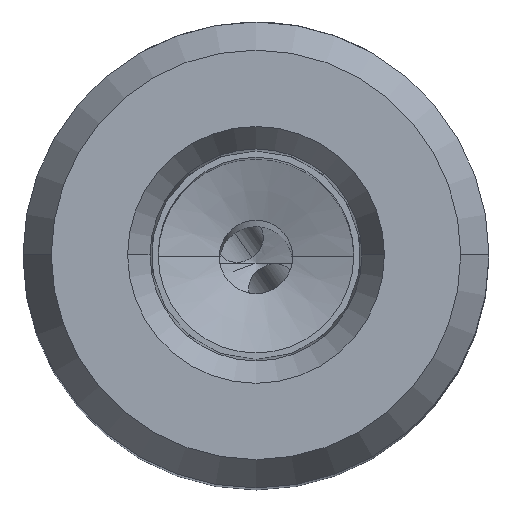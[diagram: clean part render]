
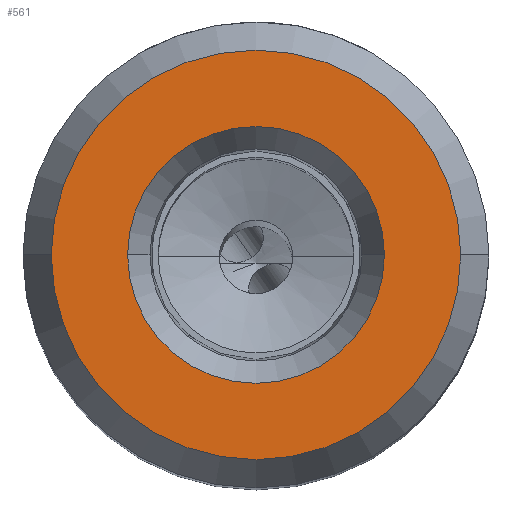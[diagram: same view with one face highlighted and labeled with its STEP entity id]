
A CAD part, top view. The second image highlights one B-rep face of the part: STEP entity #561.
In plain terms, the highlighted planar face has unit normal (0, 0, 1).
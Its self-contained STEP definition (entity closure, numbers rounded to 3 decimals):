
#129=FACE_BOUND('',#1067,.T.);
#130=FACE_BOUND('',#1068,.T.);
#156=PLANE('',#4744);
#561=ADVANCED_FACE('',(#129,#130),#156,.T.);
#1067=EDGE_LOOP('',(#1802,#1803));
#1068=EDGE_LOOP('',(#1804,#1805));
#1802=ORIENTED_EDGE('',*,*,#3754,.T.);
#1803=ORIENTED_EDGE('',*,*,#3752,.T.);
#1804=ORIENTED_EDGE('',*,*,#3746,.T.);
#1805=ORIENTED_EDGE('',*,*,#3748,.T.);
#3239=VERTEX_POINT('',#6060);
#3240=VERTEX_POINT('',#6062);
#3244=VERTEX_POINT('',#6073);
#3245=VERTEX_POINT('',#6075);
#3746=EDGE_CURVE('',#3240,#3239,#4464,.T.);
#3748=EDGE_CURVE('',#3239,#3240,#4465,.T.);
#3752=EDGE_CURVE('',#3245,#3244,#4468,.T.);
#3754=EDGE_CURVE('',#3244,#3245,#4469,.T.);
#4464=CIRCLE('',#4735,8.37);
#4465=CIRCLE('',#4737,8.37);
#4468=CIRCLE('',#4741,5.25);
#4469=CIRCLE('',#4743,5.25);
#4735=AXIS2_PLACEMENT_3D('',#6061,#5157,#5158);
#4737=AXIS2_PLACEMENT_3D('',#6065,#5162,#5163);
#4741=AXIS2_PLACEMENT_3D('',#6074,#5171,#5172);
#4743=AXIS2_PLACEMENT_3D('',#6078,#5176,#5177);
#4744=AXIS2_PLACEMENT_3D('',#6079,#5178,#5179);
#5157=DIRECTION('',(0.,0.,1.));
#5158=DIRECTION('',(1.,0.,0.));
#5162=DIRECTION('',(0.,0.,1.));
#5163=DIRECTION('',(-1.,0.,0.));
#5171=DIRECTION('',(0.,0.,-1.));
#5172=DIRECTION('',(-1.,0.,0.));
#5176=DIRECTION('',(0.,0.,-1.));
#5177=DIRECTION('',(1.,0.,0.));
#5178=DIRECTION('',(0.,0.,1.));
#5179=DIRECTION('',(-1.,0.,0.));
#6060=CARTESIAN_POINT('',(-8.37,0.,24.5));
#6061=CARTESIAN_POINT('',(0.,0.,24.5));
#6062=CARTESIAN_POINT('',(8.37,0.,24.5));
#6065=CARTESIAN_POINT('',(0.,0.,24.5));
#6073=CARTESIAN_POINT('',(5.25,0.,24.5));
#6074=CARTESIAN_POINT('',(0.,0.,24.5));
#6075=CARTESIAN_POINT('',(-5.25,0.,24.5));
#6078=CARTESIAN_POINT('',(0.,0.,24.5));
#6079=CARTESIAN_POINT('',(0.,0.,24.5));
